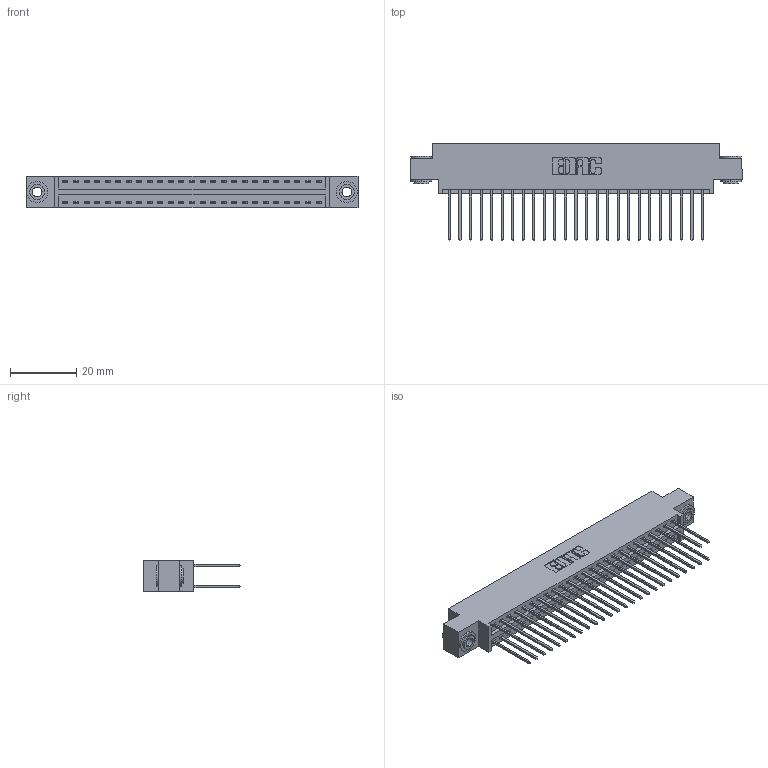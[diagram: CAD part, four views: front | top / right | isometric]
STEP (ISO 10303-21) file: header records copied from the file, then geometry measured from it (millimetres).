
FILE_DESCRIPTION (( 'STEP AP203' ), '1' );
FILE_NAME ('346-050-540-803.STEP', '2018-08-27T22:17:11', ( '' ), ( '' ), 'SwSTEP 2.0', 'SolidWorks 2016', '' );
FILE_SCHEMA (( 'CONFIG_CONTROL_DESIGN' ));
Length unit declared in the file: inch
Products named in the file (4): 346 Part_0.170 Offset - 0.156 Dia-TH; 345-292-001_345-293-140; 345-250-002_345-250-002-102; 346-050-540-803
Assembly tree (53 placements, depth 2):
  346-050-540-803
    346 Part_0.170 Offset - 0.156 Dia-TH
    345-292-001_345-293-140  x50
    345-250-002_345-250-002-102  x2
Bounding box: 99.95 x 29.46 x 9.4 mm (x, y, z)
Volume: 9668.6 mm3; surface area: 14313.3 mm2
Topology: 53 solids, 53 shells, 2764 faces, 8167 edges, 5374 vertices
Faces by surface type: plane 1840, cylinder 916, cone 8
Entity records: 19404 total; most frequent: CARTESIAN_POINT 3199, ORIENTED_EDGE 3126, DIRECTION 2901, EDGE_CURVE 1563, LINE 1307, VECTOR 1307, VERTEX_POINT 1038, AXIS2_PLACEMENT_3D 797
